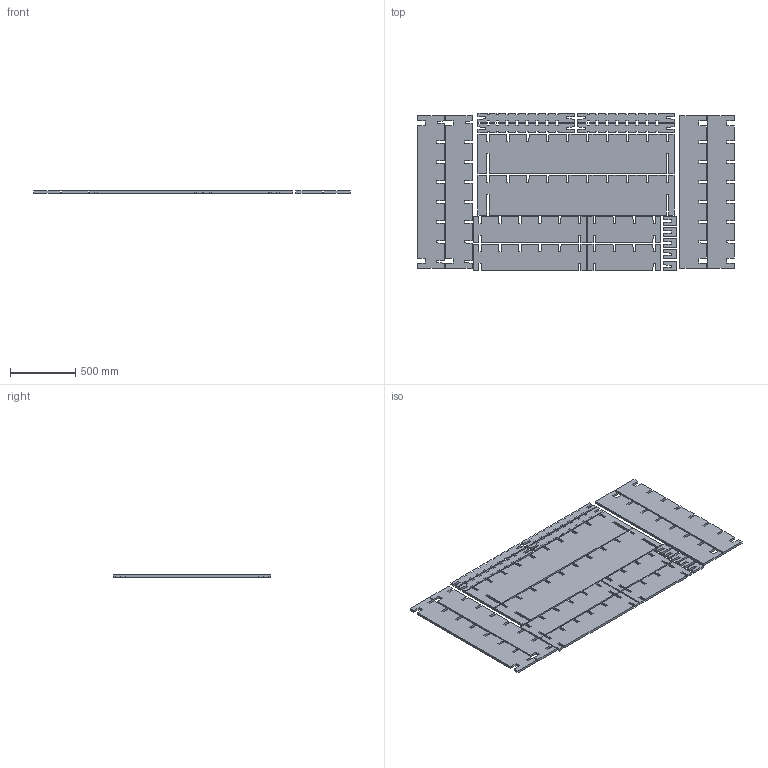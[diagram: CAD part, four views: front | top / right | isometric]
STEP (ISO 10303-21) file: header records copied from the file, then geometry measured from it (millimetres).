
FILE_DESCRIPTION(/* description */ (''),/* implementation_level */ '2;1');
FILE_NAME(/* name */ 'GROGRI~1',/* time_stamp */ '2015-03-06T14:54:17-07:00',/* author */ (''),/* organization */ (''),/* preprocessor_version */ 'ST-DEVELOPER v15',/* originating_system */ '',/* authorisation */ '');
FILE_SCHEMA (('AUTOMOTIVE_DESIGN'));
Length unit declared in the file: inch
Products named in the file (2): Document; BLOCK_2
Assembly tree (1 placements, depth 2):
  Document
    BLOCK_2
Bounding box: 2419.35 x 1204.3 x 17.65 mm (x, y, z)
Volume: 44977032.5 mm3; surface area: 5934278 mm2
Topology: 19 solids, 19 shells, 774 faces, 2209 edges, 1473 vertices
Faces by surface type: plane 764, bspline 10
Entity records: 21902 total; most frequent: CARTESIAN_POINT 6702, ORIENTED_EDGE 4416, B_SPLINE_CURVE_WITH_KNOTS 2209, EDGE_CURVE 2208, VERTEX_POINT 1472, ADVANCED_FACE 774, FACE_OUTER_BOUND 774, EDGE_LOOP 774
